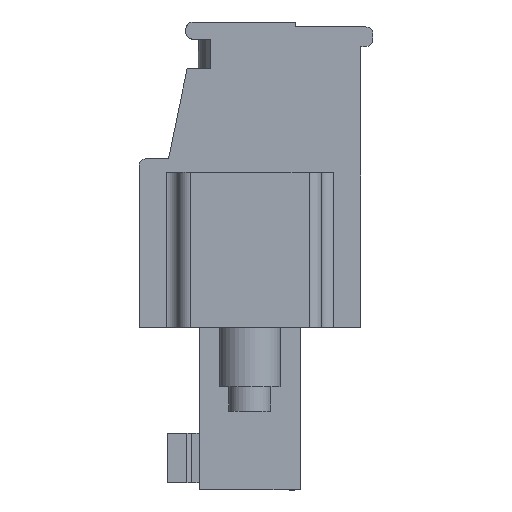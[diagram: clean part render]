
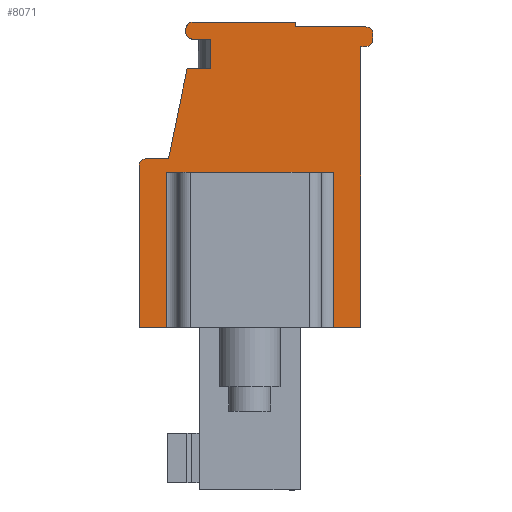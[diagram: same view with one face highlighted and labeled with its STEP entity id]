
A CAD part, front view. The second image highlights one B-rep face of the part: STEP entity #8071.
In plain terms, the highlighted planar face has unit normal (0, -1, 0).
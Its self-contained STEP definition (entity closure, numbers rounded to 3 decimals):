
#4567=CARTESIAN_POINT('',(4.121,-23.037,9.614));
#4568=VERTEX_POINT('',#4567);
#4575=CARTESIAN_POINT('',(4.121,-23.037,-0.824));
#4576=VERTEX_POINT('',#4575);
#4577=CARTESIAN_POINT('',(4.121,-23.037,9.614));
#4578=DIRECTION('',(0.,0.,-1.));
#4579=VECTOR('',#4578,10.438);
#4580=LINE('',#4577,#4579);
#4581=EDGE_CURVE('',#4568,#4576,#4580,.T.);
#6621=CARTESIAN_POINT('',(4.304,-23.037,9.614));
#6622=VERTEX_POINT('',#6621);
#6629=CARTESIAN_POINT('',(4.304,-23.037,9.614));
#6630=DIRECTION('',(-1.,0.,0.));
#6631=VECTOR('',#6630,0.183);
#6632=LINE('',#6629,#6631);
#6633=EDGE_CURVE('',#6622,#4568,#6632,.T.);
#6799=CARTESIAN_POINT('',(3.116,-23.037,-0.824));
#6800=VERTEX_POINT('',#6799);
#6801=CARTESIAN_POINT('',(4.121,-23.037,-0.824));
#6802=DIRECTION('',(-1.,0.,0.));
#6803=VECTOR('',#6802,1.004);
#6804=LINE('',#6801,#6803);
#6805=EDGE_CURVE('',#4576,#6800,#6804,.T.);
#6858=CARTESIAN_POINT('',(-3.11,-23.037,-0.824));
#6859=VERTEX_POINT('',#6858);
#6867=CARTESIAN_POINT('',(-4.12,-23.037,-0.824));
#6868=VERTEX_POINT('',#6867);
#6869=CARTESIAN_POINT('',(-3.11,-23.037,-0.824));
#6870=DIRECTION('',(-1.,0.,0.));
#6871=VECTOR('',#6870,1.01);
#6872=LINE('',#6869,#6871);
#6873=EDGE_CURVE('',#6859,#6868,#6872,.T.);
#7902=CARTESIAN_POINT('',(0.206,-23.037,4.853));
#7903=DIRECTION('',(1.,0.,0.));
#7904=DIRECTION('',(0.,-1.,0.));
#7905=AXIS2_PLACEMENT_3D('',#7902,#7904,#7903);
#7906=PLANE('',#7905);
#7907=ORIENTED_EDGE('',*,*,#6633,.F.);
#7908=CARTESIAN_POINT('',(4.578,-23.037,9.889));
#7909=VERTEX_POINT('',#7908);
#7910=CARTESIAN_POINT('',(4.304,-23.037,9.889));
#7911=DIRECTION('',(0.,0.,-1.));
#7912=DIRECTION('',(0.,-1.,0.));
#7913=AXIS2_PLACEMENT_3D('',#7910,#7912,#7911);
#7914=CIRCLE('',#7913,0.275);
#7915=EDGE_CURVE('',#6622,#7909,#7914,.T.);
#7916=ORIENTED_EDGE('',*,*,#7915,.T.);
#7917=CARTESIAN_POINT('',(4.578,-23.037,10.072));
#7918=VERTEX_POINT('',#7917);
#7919=CARTESIAN_POINT('',(4.578,-23.037,9.889));
#7920=DIRECTION('',(0.,0.,1.));
#7921=VECTOR('',#7920,0.183);
#7922=LINE('',#7919,#7921);
#7923=EDGE_CURVE('',#7909,#7918,#7922,.T.);
#7924=ORIENTED_EDGE('',*,*,#7923,.T.);
#7925=CARTESIAN_POINT('',(4.304,-23.037,10.346));
#7926=VERTEX_POINT('',#7925);
#7927=CARTESIAN_POINT('',(4.304,-23.037,10.072));
#7928=DIRECTION('',(1.,0.,0.));
#7929=DIRECTION('',(0.,-1.,0.));
#7930=AXIS2_PLACEMENT_3D('',#7927,#7929,#7928);
#7931=CIRCLE('',#7930,0.275);
#7932=EDGE_CURVE('',#7918,#7926,#7931,.T.);
#7933=ORIENTED_EDGE('',*,*,#7932,.T.);
#7934=CARTESIAN_POINT('',(1.694,-23.037,10.346));
#7935=VERTEX_POINT('',#7934);
#7936=CARTESIAN_POINT('',(4.304,-23.037,10.346));
#7937=DIRECTION('',(-1.,0.,0.));
#7938=VECTOR('',#7937,2.609);
#7939=LINE('',#7936,#7938);
#7940=EDGE_CURVE('',#7926,#7935,#7939,.T.);
#7941=ORIENTED_EDGE('',*,*,#7940,.T.);
#7942=CARTESIAN_POINT('',(1.694,-23.037,10.53));
#7943=VERTEX_POINT('',#7942);
#7944=CARTESIAN_POINT('',(1.694,-23.037,10.346));
#7945=DIRECTION('',(0.,0.,1.));
#7946=VECTOR('',#7945,0.183);
#7947=LINE('',#7944,#7946);
#7948=EDGE_CURVE('',#7935,#7943,#7947,.T.);
#7949=ORIENTED_EDGE('',*,*,#7948,.T.);
#7950=CARTESIAN_POINT('',(-2.105,-23.037,10.53));
#7951=VERTEX_POINT('',#7950);
#7952=CARTESIAN_POINT('',(1.694,-23.037,10.53));
#7953=DIRECTION('',(-1.,0.,0.));
#7954=VECTOR('',#7953,3.8);
#7955=LINE('',#7952,#7954);
#7956=EDGE_CURVE('',#7943,#7951,#7955,.T.);
#7957=ORIENTED_EDGE('',*,*,#7956,.T.);
#7958=CARTESIAN_POINT('',(-2.38,-23.037,10.255));
#7959=VERTEX_POINT('',#7958);
#7960=CARTESIAN_POINT('',(-2.105,-23.037,10.53));
#7961=CARTESIAN_POINT('',(-2.38,-23.037,10.53));
#7962=CARTESIAN_POINT('',(-2.38,-23.037,10.255));
#7963=(BOUNDED_CURVE()B_SPLINE_CURVE(2,(#7960,#7961,#7962),.UNSPECIFIED.,.F.,.U.)B_SPLINE_CURVE_WITH_KNOTS((3,3),(0.,1.),.UNSPECIFIED.)CURVE()GEOMETRIC_REPRESENTATION_ITEM()RATIONAL_B_SPLINE_CURVE((1.,0.707,1.))REPRESENTATION_ITEM(''));
#7964=EDGE_CURVE('',#7951,#7959,#7963,.T.);
#7965=ORIENTED_EDGE('',*,*,#7964,.T.);
#7966=CARTESIAN_POINT('',(-2.38,-23.037,10.163));
#7967=VERTEX_POINT('',#7966);
#7968=CARTESIAN_POINT('',(-2.38,-23.037,10.255));
#7969=DIRECTION('',(0.,0.,-1.));
#7970=VECTOR('',#7969,0.092);
#7971=LINE('',#7968,#7970);
#7972=EDGE_CURVE('',#7959,#7967,#7971,.T.);
#7973=ORIENTED_EDGE('',*,*,#7972,.T.);
#7974=CARTESIAN_POINT('',(-2.161,-23.037,9.894));
#7975=VERTEX_POINT('',#7974);
#7976=CARTESIAN_POINT('',(-2.38,-23.037,10.163));
#7977=CARTESIAN_POINT('',(-2.38,-23.037,9.939));
#7978=CARTESIAN_POINT('',(-2.161,-23.037,9.894));
#7979=(BOUNDED_CURVE()B_SPLINE_CURVE(2,(#7976,#7977,#7978),.UNSPECIFIED.,.F.,.U.)B_SPLINE_CURVE_WITH_KNOTS((3,3),(0.,1.),.UNSPECIFIED.)CURVE()GEOMETRIC_REPRESENTATION_ITEM()RATIONAL_B_SPLINE_CURVE((0.93,0.748,1.))REPRESENTATION_ITEM(''));
#7980=EDGE_CURVE('',#7967,#7975,#7979,.T.);
#7981=ORIENTED_EDGE('',*,*,#7980,.T.);
#7982=CARTESIAN_POINT('',(-2.136,-23.037,9.889));
#7983=VERTEX_POINT('',#7982);
#7984=CARTESIAN_POINT('',(-2.161,-23.037,9.894));
#7985=DIRECTION('',(0.979,0.,-0.202));
#7986=VECTOR('',#7985,0.026);
#7987=LINE('',#7984,#7986);
#7988=EDGE_CURVE('',#7975,#7983,#7987,.T.);
#7989=ORIENTED_EDGE('',*,*,#7988,.T.);
#7990=CARTESIAN_POINT('',(-1.465,-23.037,9.889));
#7991=VERTEX_POINT('',#7990);
#7992=CARTESIAN_POINT('',(-2.136,-23.037,9.889));
#7993=DIRECTION('',(1.,0.,0.));
#7994=VECTOR('',#7993,0.671);
#7995=LINE('',#7992,#7994);
#7996=EDGE_CURVE('',#7983,#7991,#7995,.T.);
#7997=ORIENTED_EDGE('',*,*,#7996,.T.);
#7998=CARTESIAN_POINT('',(-1.465,-23.037,8.79));
#7999=VERTEX_POINT('',#7998);
#8000=CARTESIAN_POINT('',(-1.465,-23.037,9.889));
#8001=DIRECTION('',(0.,0.,-1.));
#8002=VECTOR('',#8001,1.099);
#8003=LINE('',#8000,#8002);
#8004=EDGE_CURVE('',#7991,#7999,#8003,.T.);
#8005=ORIENTED_EDGE('',*,*,#8004,.T.);
#8006=CARTESIAN_POINT('',(-2.331,-23.037,8.79));
#8007=VERTEX_POINT('',#8006);
#8008=CARTESIAN_POINT('',(-1.465,-23.037,8.79));
#8009=DIRECTION('',(-1.,0.,0.));
#8010=VECTOR('',#8009,0.867);
#8011=LINE('',#8008,#8010);
#8012=EDGE_CURVE('',#7999,#8007,#8011,.T.);
#8013=ORIENTED_EDGE('',*,*,#8012,.T.);
#8014=CARTESIAN_POINT('',(-3.021,-23.037,5.448));
#8015=VERTEX_POINT('',#8014);
#8016=CARTESIAN_POINT('',(-2.331,-23.037,8.79));
#8017=DIRECTION('',(-0.202,0.,-0.979));
#8018=VECTOR('',#8017,3.412);
#8019=LINE('',#8016,#8018);
#8020=EDGE_CURVE('',#8007,#8015,#8019,.T.);
#8021=ORIENTED_EDGE('',*,*,#8020,.T.);
#8022=CARTESIAN_POINT('',(-3.845,-23.037,5.448));
#8023=VERTEX_POINT('',#8022);
#8024=CARTESIAN_POINT('',(-3.021,-23.037,5.448));
#8025=DIRECTION('',(-1.,0.,0.));
#8026=VECTOR('',#8025,0.824);
#8027=LINE('',#8024,#8026);
#8028=EDGE_CURVE('',#8015,#8023,#8027,.T.);
#8029=ORIENTED_EDGE('',*,*,#8028,.T.);
#8030=CARTESIAN_POINT('',(-4.12,-23.037,5.173));
#8031=VERTEX_POINT('',#8030);
#8032=CARTESIAN_POINT('',(-3.845,-23.037,5.448));
#8033=CARTESIAN_POINT('',(-4.12,-23.037,5.448));
#8034=CARTESIAN_POINT('',(-4.12,-23.037,5.173));
#8035=(BOUNDED_CURVE()B_SPLINE_CURVE(2,(#8032,#8033,#8034),.UNSPECIFIED.,.F.,.U.)B_SPLINE_CURVE_WITH_KNOTS((3,3),(0.,1.),.UNSPECIFIED.)CURVE()GEOMETRIC_REPRESENTATION_ITEM()RATIONAL_B_SPLINE_CURVE((1.,0.707,1.))REPRESENTATION_ITEM(''));
#8036=EDGE_CURVE('',#8023,#8031,#8035,.T.);
#8037=ORIENTED_EDGE('',*,*,#8036,.T.);
#8038=CARTESIAN_POINT('',(-4.12,-23.037,5.173));
#8039=DIRECTION('',(0.,0.,-1.));
#8040=VECTOR('',#8039,5.997);
#8041=LINE('',#8038,#8040);
#8042=EDGE_CURVE('',#8031,#6868,#8041,.T.);
#8043=ORIENTED_EDGE('',*,*,#8042,.T.);
#8044=ORIENTED_EDGE('',*,*,#6873,.F.);
#8045=CARTESIAN_POINT('',(-3.11,-23.037,4.944));
#8046=VERTEX_POINT('',#8045);
#8047=CARTESIAN_POINT('',(-3.11,-23.037,-0.824));
#8048=DIRECTION('',(0.,0.,1.));
#8049=VECTOR('',#8048,5.768);
#8050=LINE('',#8047,#8049);
#8051=EDGE_CURVE('',#6859,#8046,#8050,.T.);
#8052=ORIENTED_EDGE('',*,*,#8051,.T.);
#8053=CARTESIAN_POINT('',(3.116,-23.037,4.944));
#8054=VERTEX_POINT('',#8053);
#8055=CARTESIAN_POINT('',(-3.11,-23.037,4.944));
#8056=DIRECTION('',(1.,0.,0.));
#8057=VECTOR('',#8056,6.226);
#8058=LINE('',#8055,#8057);
#8059=EDGE_CURVE('',#8046,#8054,#8058,.T.);
#8060=ORIENTED_EDGE('',*,*,#8059,.T.);
#8061=CARTESIAN_POINT('',(3.116,-23.037,4.944));
#8062=DIRECTION('',(0.,0.,-1.));
#8063=VECTOR('',#8062,5.768);
#8064=LINE('',#8061,#8063);
#8065=EDGE_CURVE('',#8054,#6800,#8064,.T.);
#8066=ORIENTED_EDGE('',*,*,#8065,.T.);
#8067=ORIENTED_EDGE('',*,*,#6805,.F.);
#8068=ORIENTED_EDGE('',*,*,#4581,.F.);
#8069=EDGE_LOOP('',(#7907,#7916,#7924,#7933,#7941,#7949,#7957,#7965,#7973,#7981,#7989,#7997,#8005,#8013,#8021,#8029,#8037,#8043,#8044,#8052,#8060,#8066,#8067,#8068));
#8070=FACE_OUTER_BOUND('',#8069,.T.);
#8071=ADVANCED_FACE('',(#8070),#7906,.T.);
